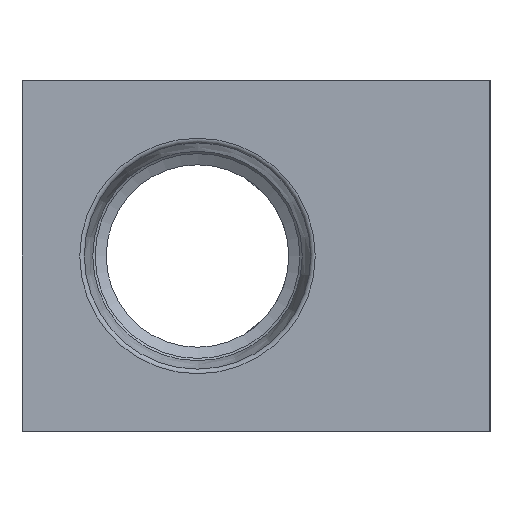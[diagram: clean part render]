
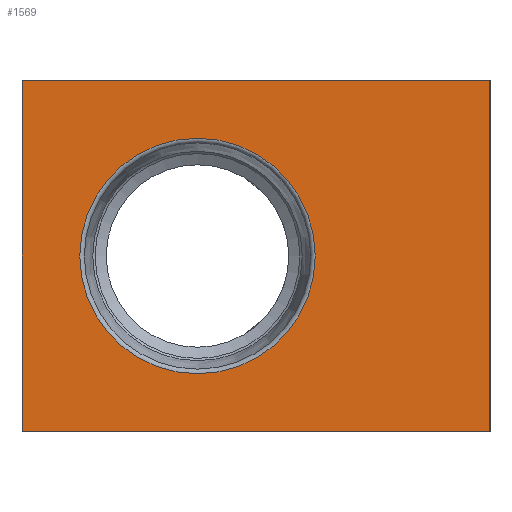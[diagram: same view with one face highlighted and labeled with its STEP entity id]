
A CAD part, left-side view. The second image highlights one B-rep face of the part: STEP entity #1569.
In plain terms, the highlighted planar face has unit normal (-1, 0, 0).
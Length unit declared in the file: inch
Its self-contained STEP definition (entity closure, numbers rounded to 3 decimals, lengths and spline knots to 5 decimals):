
#1569=ADVANCED_FACE('',(#3364,#3365),#3366,.F.);
#3364=FACE_OUTER_BOUND('',#5337,.T.);
#3365=FACE_BOUND('',#5338,.T.);
#3366=PLANE('',#5339);
#5337=EDGE_LOOP('',(#10381,#10382,#10383,#10384));
#5338=EDGE_LOOP('',(#10385));
#5339=AXIS2_PLACEMENT_3D('',#10386,#10387,#10388);
#10381=ORIENTED_EDGE('',*,*,#12597,.T.);
#10382=ORIENTED_EDGE('',*,*,#12340,.F.);
#10383=ORIENTED_EDGE('',*,*,#14135,.F.);
#10384=ORIENTED_EDGE('',*,*,#14139,.T.);
#10385=ORIENTED_EDGE('',*,*,#14117,.F.);
#10386=CARTESIAN_POINT('',(5.25,0.61111,-1.875));
#10387=DIRECTION('',(1.0,0.0,0.0));
#10388=DIRECTION('',(0.0,-1.0,0.0));
#12340=EDGE_CURVE('',#15047,#15042,#15049,.T.);
#12597=EDGE_CURVE('',#15560,#15042,#15561,.T.);
#14117=EDGE_CURVE('',#17749,#17749,#17750,.T.);
#14135=EDGE_CURVE('',#17775,#15047,#17776,.T.);
#14139=EDGE_CURVE('',#17775,#15560,#17781,.T.);
#15042=VERTEX_POINT('',#18971);
#15047=VERTEX_POINT('',#18978);
#15049=LINE('',#18981,#18982);
#15560=VERTEX_POINT('',#19747);
#15561=LINE('',#19748,#19749);
#17749=VERTEX_POINT('',#23050);
#17750=CIRCLE('',#23051,0.2516);
#17775=VERTEX_POINT('',#23099);
#17776=LINE('',#23100,#23101);
#17781=LINE('',#23108,#23109);
#18971=CARTESIAN_POINT('',(5.25,-0.38889,-1.125));
#18978=CARTESIAN_POINT('',(5.25,0.61111,-1.125));
#18981=CARTESIAN_POINT('',(5.25,0.61111,-1.125));
#18982=VECTOR('',#23980,1.0);
#19747=CARTESIAN_POINT('',(5.25,-0.38889,-1.875));
#19748=CARTESIAN_POINT('',(5.25,-0.38889,-1.875));
#19749=VECTOR('',#24238,1.0);
#23050=CARTESIAN_POINT('',(5.25,0.48771,-1.5));
#23051=AXIS2_PLACEMENT_3D('',#25350,#25351,#25352);
#23099=CARTESIAN_POINT('',(5.25,0.61111,-1.875));
#23100=CARTESIAN_POINT('',(5.25,0.61111,-1.875));
#23101=VECTOR('',#25368,1.0);
#23108=CARTESIAN_POINT('',(5.25,0.61111,-1.875));
#23109=VECTOR('',#25371,1.0);
#23980=DIRECTION('',(0.0,-1.0,0.0));
#24238=DIRECTION('',(0.0,0.0,1.0));
#25350=CARTESIAN_POINT('',(5.25,0.23611,-1.5));
#25351=DIRECTION('',(-1.0,0.0,0.0));
#25352=DIRECTION('',(0.0,1.0,0.0));
#25368=DIRECTION('',(0.0,0.0,1.0));
#25371=DIRECTION('',(0.0,-1.0,0.0));
